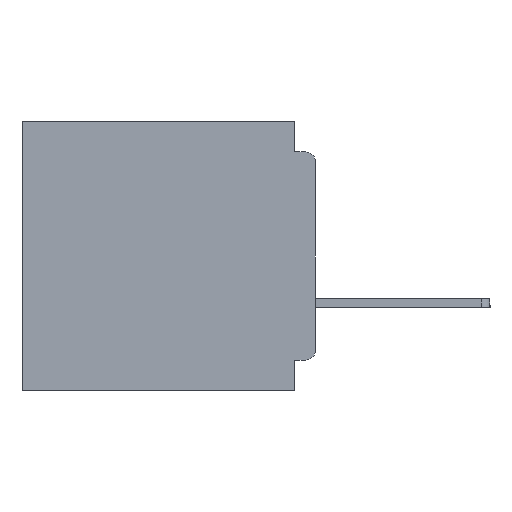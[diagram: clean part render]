
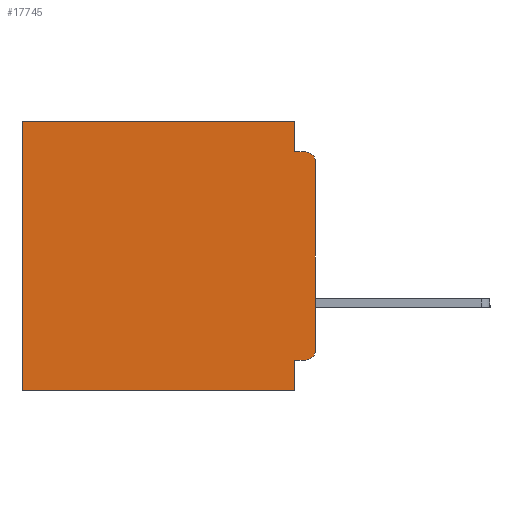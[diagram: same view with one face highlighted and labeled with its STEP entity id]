
A CAD part, left-side view. The second image highlights one B-rep face of the part: STEP entity #17745.
In plain terms, the highlighted planar face has unit normal (-1, 0, 0).
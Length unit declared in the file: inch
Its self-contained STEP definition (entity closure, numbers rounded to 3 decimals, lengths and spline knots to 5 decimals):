
#432 = CIRCLE ( 'NONE', #34512, 0.015 ) ;
#877 = EDGE_CURVE ( 'NONE', #6329, #23819, #47165, .T. ) ;
#1102 = EDGE_CURVE ( 'NONE', #16530, #31816, #17517, .T. ) ;
#1690 = CARTESIAN_POINT ( 'NONE',  ( 0.3, 0., -0.34 ) ) ;
#2607 = EDGE_CURVE ( 'NONE', #41439, #32260, #432, .T. ) ;
#2966 = CARTESIAN_POINT ( 'NONE',  ( 0.3, 0., -0.045 ) ) ;
#3214 = CARTESIAN_POINT ( 'NONE',  ( 0.3, 0.015, -0.355 ) ) ;
#5500 = EDGE_CURVE ( 'NONE', #14329, #23819, #20074, .T. ) ;
#6290 = EDGE_LOOP ( 'NONE', ( #15425, #43453, #13491, #6554, #31264, #31419, #9447, #10433, #33127, #45925 ) ) ;
#6329 = VERTEX_POINT ( 'NONE', #16964 ) ;
#6554 = ORIENTED_EDGE ( 'NONE', *, *, #1102, .F. ) ;
#6925 = CARTESIAN_POINT ( 'NONE',  ( 0.3, 0.031, -0.4 ) ) ;
#6956 = DIRECTION ( 'NONE',  ( 0., -1., 0. ) ) ;
#7430 = VERTEX_POINT ( 'NONE', #3214 ) ;
#7595 = CARTESIAN_POINT ( 'NONE',  ( 0.3, 0., -0.4 ) ) ;
#7772 = PLANE ( 'NONE',  #29983 ) ;
#8423 = CARTESIAN_POINT ( 'NONE',  ( 0.3, 0.031, 0. ) ) ;
#8743 = CARTESIAN_POINT ( 'NONE',  ( 0.3, 0.031, -0.4 ) ) ;
#9447 = ORIENTED_EDGE ( 'NONE', *, *, #5500, .F. ) ;
#10433 = ORIENTED_EDGE ( 'NONE', *, *, #31496, .F. ) ;
#10702 = VECTOR ( 'NONE', #43520, 39.37008 ) ;
#11195 = DIRECTION ( 'NONE',  ( -1., 0., 0. ) ) ;
#12241 = DIRECTION ( 'NONE',  ( 0., 1., 0. ) ) ;
#12417 = DIRECTION ( 'NONE',  ( -1., 0., 0. ) ) ;
#12730 = DIRECTION ( 'NONE',  ( 0., 0., -1. ) ) ;
#13491 = ORIENTED_EDGE ( 'NONE', *, *, #26399, .F. ) ;
#14088 = VECTOR ( 'NONE', #12730, 39.37008 ) ;
#14329 = VERTEX_POINT ( 'NONE', #6925 ) ;
#14918 = VECTOR ( 'NONE', #21490, 39.37008 ) ;
#15425 = ORIENTED_EDGE ( 'NONE', *, *, #24423, .F. ) ;
#15565 = DIRECTION ( 'NONE',  ( 0., 0., -1. ) ) ;
#15777 = DIRECTION ( 'NONE',  ( 1., 0., 0. ) ) ;
#15830 = VERTEX_POINT ( 'NONE', #51233 ) ;
#16530 = VERTEX_POINT ( 'NONE', #8423 ) ;
#16964 = CARTESIAN_POINT ( 'NONE',  ( 0.3, 0.437, 0. ) ) ;
#17517 = LINE ( 'NONE', #49280, #26892 ) ;
#17656 = DIRECTION ( 'NONE',  ( 0., 1., 0. ) ) ;
#17745 = ADVANCED_FACE ( 'NONE', ( #24001 ), #7772, .F. ) ;
#19634 = CARTESIAN_POINT ( 'NONE',  ( 0.3, 0., -0.06 ) ) ;
#20074 = LINE ( 'NONE', #27894, #10702 ) ;
#21490 = DIRECTION ( 'NONE',  ( 0., 0., -1. ) ) ;
#23473 = LINE ( 'NONE', #2966, #33975 ) ;
#23819 = VERTEX_POINT ( 'NONE', #39428 ) ;
#23824 = AXIS2_PLACEMENT_3D ( 'NONE', #35004, #11195, #38954 ) ;
#24001 = FACE_OUTER_BOUND ( 'NONE', #6290, .T. ) ;
#24423 = EDGE_CURVE ( 'NONE', #41439, #48711, #47672, .T. ) ;
#25385 = DIRECTION ( 'NONE',  ( 0., 0., -1. ) ) ;
#26155 = CARTESIAN_POINT ( 'NONE',  ( 0.3, 0.015, -0.06 ) ) ;
#26399 = EDGE_CURVE ( 'NONE', #31816, #32260, #23473, .T. ) ;
#26858 = CARTESIAN_POINT ( 'NONE',  ( 0.3, 0.031, -0.045 ) ) ;
#26892 = VECTOR ( 'NONE', #15565, 39.37008 ) ;
#27464 = CIRCLE ( 'NONE', #23824, 0.015 ) ;
#27532 = VECTOR ( 'NONE', #33268, 39.37008 ) ;
#27659 = VECTOR ( 'NONE', #17656, 39.37008 ) ;
#27666 = LINE ( 'NONE', #32056, #37594 ) ;
#27894 = CARTESIAN_POINT ( 'NONE',  ( 0.3, 0., -0.4 ) ) ;
#29339 = EDGE_CURVE ( 'NONE', #7430, #48711, #27464, .T. ) ;
#29983 = AXIS2_PLACEMENT_3D ( 'NONE', #7595, #15777, #43471 ) ;
#31264 = ORIENTED_EDGE ( 'NONE', *, *, #41712, .T. ) ;
#31419 = ORIENTED_EDGE ( 'NONE', *, *, #877, .T. ) ;
#31496 = EDGE_CURVE ( 'NONE', #15830, #14329, #35235, .T. ) ;
#31778 = CARTESIAN_POINT ( 'NONE',  ( 0.3, 0.015, -0.045 ) ) ;
#31816 = VERTEX_POINT ( 'NONE', #26858 ) ;
#32056 = CARTESIAN_POINT ( 'NONE',  ( 0.3, 0., -0.355 ) ) ;
#32260 = VERTEX_POINT ( 'NONE', #31778 ) ;
#32948 = EDGE_CURVE ( 'NONE', #7430, #15830, #27666, .T. ) ;
#33127 = ORIENTED_EDGE ( 'NONE', *, *, #32948, .F. ) ;
#33268 = DIRECTION ( 'NONE',  ( 0., 0., -1. ) ) ;
#33975 = VECTOR ( 'NONE', #6956, 39.37008 ) ;
#34002 = CARTESIAN_POINT ( 'NONE',  ( 0.3, 0.437, -0.4 ) ) ;
#34512 = AXIS2_PLACEMENT_3D ( 'NONE', #26155, #12417, #25385 ) ;
#35004 = CARTESIAN_POINT ( 'NONE',  ( 0.3, 0.015, -0.34 ) ) ;
#35235 = LINE ( 'NONE', #8743, #14088 ) ;
#37403 = CARTESIAN_POINT ( 'NONE',  ( 0.3, 0., 0. ) ) ;
#37594 = VECTOR ( 'NONE', #12241, 39.37008 ) ;
#38954 = DIRECTION ( 'NONE',  ( 0., 0., -1. ) ) ;
#39428 = CARTESIAN_POINT ( 'NONE',  ( 0.3, 0.437, -0.4 ) ) ;
#41439 = VERTEX_POINT ( 'NONE', #19634 ) ;
#41712 = EDGE_CURVE ( 'NONE', #16530, #6329, #48506, .T. ) ;
#43453 = ORIENTED_EDGE ( 'NONE', *, *, #2607, .T. ) ;
#43471 = DIRECTION ( 'NONE',  ( 0., 0., -1. ) ) ;
#43520 = DIRECTION ( 'NONE',  ( 0., 1., 0. ) ) ;
#45925 = ORIENTED_EDGE ( 'NONE', *, *, #29339, .T. ) ;
#47165 = LINE ( 'NONE', #34002, #27532 ) ;
#47672 = LINE ( 'NONE', #48976, #14918 ) ;
#48506 = LINE ( 'NONE', #37403, #27659 ) ;
#48711 = VERTEX_POINT ( 'NONE', #1690 ) ;
#48976 = CARTESIAN_POINT ( 'NONE',  ( 0.3, 0., -0.4 ) ) ;
#49280 = CARTESIAN_POINT ( 'NONE',  ( 0.3, 0.031, 0. ) ) ;
#51233 = CARTESIAN_POINT ( 'NONE',  ( 0.3, 0.031, -0.355 ) ) ;
